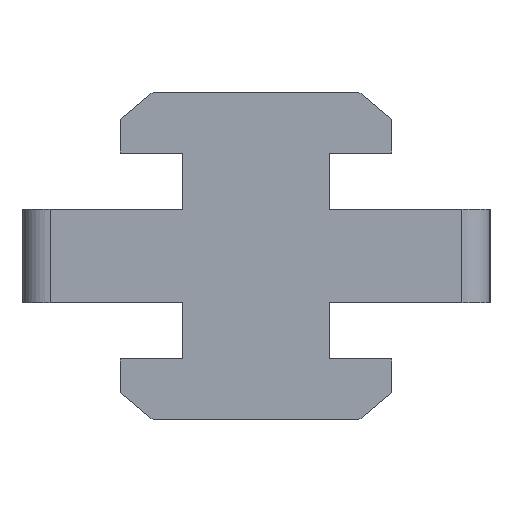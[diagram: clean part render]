
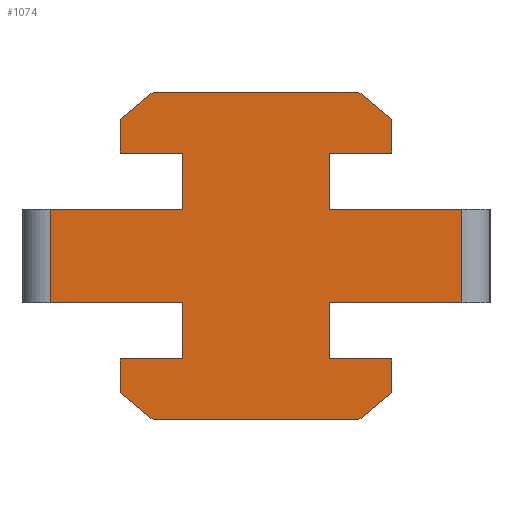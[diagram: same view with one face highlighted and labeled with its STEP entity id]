
A CAD part, left-side view. The second image highlights one B-rep face of the part: STEP entity #1074.
In plain terms, the highlighted planar face has unit normal (-1, 0, 0).
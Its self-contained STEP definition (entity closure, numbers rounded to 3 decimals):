
#105=ORIENTED_EDGE('',*,*,#405,.F.);
#106=ORIENTED_EDGE('',*,*,#406,.F.);
#107=ORIENTED_EDGE('',*,*,#407,.F.);
#108=ORIENTED_EDGE('',*,*,#408,.F.);
#109=ORIENTED_EDGE('',*,*,#409,.F.);
#110=ORIENTED_EDGE('',*,*,#404,.F.);
#111=ORIENTED_EDGE('',*,*,#410,.F.);
#112=ORIENTED_EDGE('',*,*,#411,.F.);
#113=ORIENTED_EDGE('',*,*,#412,.F.);
#114=ORIENTED_EDGE('',*,*,#413,.F.);
#115=ORIENTED_EDGE('',*,*,#414,.F.);
#116=ORIENTED_EDGE('',*,*,#383,.T.);
#117=ORIENTED_EDGE('',*,*,#415,.F.);
#118=ORIENTED_EDGE('',*,*,#416,.F.);
#119=ORIENTED_EDGE('',*,*,#417,.F.);
#120=ORIENTED_EDGE('',*,*,#418,.F.);
#121=ORIENTED_EDGE('',*,*,#419,.F.);
#122=ORIENTED_EDGE('',*,*,#420,.T.);
#123=ORIENTED_EDGE('',*,*,#421,.F.);
#124=ORIENTED_EDGE('',*,*,#422,.F.);
#125=ORIENTED_EDGE('',*,*,#423,.F.);
#126=ORIENTED_EDGE('',*,*,#424,.F.);
#127=ORIENTED_EDGE('',*,*,#425,.F.);
#128=ORIENTED_EDGE('',*,*,#426,.F.);
#383=EDGE_CURVE('',#533,#534,#639,.T.);
#404=EDGE_CURVE('',#554,#552,#648,.T.);
#405=EDGE_CURVE('',#555,#556,#649,.T.);
#406=EDGE_CURVE('',#557,#555,#650,.T.);
#407=EDGE_CURVE('',#558,#557,#651,.T.);
#408=EDGE_CURVE('',#559,#558,#652,.T.);
#409=EDGE_CURVE('',#552,#559,#653,.T.);
#410=EDGE_CURVE('',#560,#554,#654,.T.);
#411=EDGE_CURVE('',#561,#560,#655,.T.);
#412=EDGE_CURVE('',#562,#561,#656,.T.);
#413=EDGE_CURVE('',#563,#562,#657,.T.);
#414=EDGE_CURVE('',#533,#563,#658,.T.);
#415=EDGE_CURVE('',#564,#534,#659,.T.);
#416=EDGE_CURVE('',#565,#564,#660,.T.);
#417=EDGE_CURVE('',#566,#565,#661,.T.);
#418=EDGE_CURVE('',#567,#566,#662,.T.);
#419=EDGE_CURVE('',#568,#567,#663,.T.);
#420=EDGE_CURVE('',#568,#569,#664,.T.);
#421=EDGE_CURVE('',#570,#569,#665,.T.);
#422=EDGE_CURVE('',#571,#570,#666,.T.);
#423=EDGE_CURVE('',#572,#571,#667,.T.);
#424=EDGE_CURVE('',#573,#572,#668,.T.);
#425=EDGE_CURVE('',#574,#573,#669,.T.);
#426=EDGE_CURVE('',#556,#574,#670,.T.);
#533=VERTEX_POINT('',#1573);
#534=VERTEX_POINT('',#1574);
#552=VERTEX_POINT('',#1614);
#554=VERTEX_POINT('',#1618);
#555=VERTEX_POINT('',#1622);
#556=VERTEX_POINT('',#1623);
#557=VERTEX_POINT('',#1625);
#558=VERTEX_POINT('',#1627);
#559=VERTEX_POINT('',#1629);
#560=VERTEX_POINT('',#1632);
#561=VERTEX_POINT('',#1634);
#562=VERTEX_POINT('',#1636);
#563=VERTEX_POINT('',#1638);
#564=VERTEX_POINT('',#1641);
#565=VERTEX_POINT('',#1643);
#566=VERTEX_POINT('',#1645);
#567=VERTEX_POINT('',#1647);
#568=VERTEX_POINT('',#1649);
#569=VERTEX_POINT('',#1651);
#570=VERTEX_POINT('',#1653);
#571=VERTEX_POINT('',#1655);
#572=VERTEX_POINT('',#1657);
#573=VERTEX_POINT('',#1659);
#574=VERTEX_POINT('',#1661);
#639=LINE('',#1572,#747);
#648=LINE('',#1619,#756);
#649=LINE('',#1621,#757);
#650=LINE('',#1624,#758);
#651=LINE('',#1626,#759);
#652=LINE('',#1628,#760);
#653=LINE('',#1630,#761);
#654=LINE('',#1631,#762);
#655=LINE('',#1633,#763);
#656=LINE('',#1635,#764);
#657=LINE('',#1637,#765);
#658=LINE('',#1639,#766);
#659=LINE('',#1640,#767);
#660=LINE('',#1642,#768);
#661=LINE('',#1644,#769);
#662=LINE('',#1646,#770);
#663=LINE('',#1648,#771);
#664=LINE('',#1650,#772);
#665=LINE('',#1652,#773);
#666=LINE('',#1654,#774);
#667=LINE('',#1656,#775);
#668=LINE('',#1658,#776);
#669=LINE('',#1660,#777);
#670=LINE('',#1662,#778);
#747=VECTOR('',#1254,1000.);
#756=VECTOR('',#1295,1000.);
#757=VECTOR('',#1298,1000.);
#758=VECTOR('',#1299,1000.);
#759=VECTOR('',#1300,1000.);
#760=VECTOR('',#1301,1000.);
#761=VECTOR('',#1302,1000.);
#762=VECTOR('',#1303,1000.);
#763=VECTOR('',#1304,1000.);
#764=VECTOR('',#1305,1000.);
#765=VECTOR('',#1306,1000.);
#766=VECTOR('',#1307,1000.);
#767=VECTOR('',#1308,1000.);
#768=VECTOR('',#1309,1000.);
#769=VECTOR('',#1310,1000.);
#770=VECTOR('',#1311,1000.);
#771=VECTOR('',#1312,1000.);
#772=VECTOR('',#1313,1000.);
#773=VECTOR('',#1314,1000.);
#774=VECTOR('',#1315,1000.);
#775=VECTOR('',#1316,1000.);
#776=VECTOR('',#1317,1000.);
#777=VECTOR('',#1318,1000.);
#778=VECTOR('',#1319,1000.);
#864=EDGE_LOOP('',(#105,#106,#107,#108,#109,#110,#111,#112,#113,#114,#115,
#116,#117,#118,#119,#120,#121,#122,#123,#124,#125,#126,#127,#128));
#950=FACE_BOUND('',#864,.T.);
#1028=PLANE('',#1162);
#1074=ADVANCED_FACE('',(#950),#1028,.T.);
#1162=AXIS2_PLACEMENT_3D('',#1620,#1296,#1297);
#1254=DIRECTION('',(0.,-1.,0.));
#1295=DIRECTION('',(0.,0.,1.));
#1296=DIRECTION('',(-1.,0.,0.));
#1297=DIRECTION('',(0.,0.,1.));
#1298=DIRECTION('',(0.,-0.77,0.638));
#1299=DIRECTION('',(0.,0.,1.));
#1300=DIRECTION('',(0.,1.,0.));
#1301=DIRECTION('',(0.,0.,1.));
#1302=DIRECTION('',(0.,-1.,0.));
#1303=DIRECTION('',(0.,1.,0.));
#1304=DIRECTION('',(0.,0.,1.));
#1305=DIRECTION('',(0.,-1.,0.));
#1306=DIRECTION('',(0.,0.,1.));
#1307=DIRECTION('',(0.,0.77,0.638));
#1308=DIRECTION('',(0.,0.77,-0.638));
#1309=DIRECTION('',(0.,0.,-1.));
#1310=DIRECTION('',(0.,-1.,0.));
#1311=DIRECTION('',(0.,0.,-1.));
#1312=DIRECTION('',(0.,1.,0.));
#1313=DIRECTION('',(0.,0.,1.));
#1314=DIRECTION('',(0.,-1.,0.));
#1315=DIRECTION('',(0.,0.,-1.));
#1316=DIRECTION('',(0.,1.,0.));
#1317=DIRECTION('',(0.,0.,-1.));
#1318=DIRECTION('',(0.,-0.77,-0.638));
#1319=DIRECTION('',(0.,-1.,0.));
#1572=CARTESIAN_POINT('',(-40.,11.,-17.5));
#1573=CARTESIAN_POINT('',(-40.,5.5,-17.5));
#1574=CARTESIAN_POINT('',(-40.,-5.5,-17.5));
#1614=CARTESIAN_POINT('',(-40.,11.,-6.25));
#1618=CARTESIAN_POINT('',(-40.,11.,-11.25));
#1619=CARTESIAN_POINT('',(-40.,11.,-17.5));
#1620=CARTESIAN_POINT('',(-40.,11.,-17.5));
#1621=CARTESIAN_POINT('',(-40.,17.359,-9.826));
#1622=CARTESIAN_POINT('',(-40.,7.25,-1.45));
#1623=CARTESIAN_POINT('',(-40.,5.5,0.));
#1624=CARTESIAN_POINT('',(-40.,7.25,-17.5));
#1625=CARTESIAN_POINT('',(-40.,7.25,-3.25));
#1626=CARTESIAN_POINT('',(-40.,11.,-3.25));
#1627=CARTESIAN_POINT('',(-40.,3.9,-3.25));
#1628=CARTESIAN_POINT('',(-40.,3.9,-17.5));
#1629=CARTESIAN_POINT('',(-40.,3.9,-6.25));
#1630=CARTESIAN_POINT('',(-40.,11.,-6.25));
#1631=CARTESIAN_POINT('',(-40.,11.,-11.25));
#1632=CARTESIAN_POINT('',(-40.,3.9,-11.25));
#1633=CARTESIAN_POINT('',(-40.,3.9,-17.5));
#1634=CARTESIAN_POINT('',(-40.,3.9,-14.25));
#1635=CARTESIAN_POINT('',(-40.,11.,-14.25));
#1636=CARTESIAN_POINT('',(-40.,7.25,-14.25));
#1637=CARTESIAN_POINT('',(-40.,7.25,-17.5));
#1638=CARTESIAN_POINT('',(-40.,7.25,-16.05));
#1639=CARTESIAN_POINT('',(-40.,8.761,-14.798));
#1640=CARTESIAN_POINT('',(-40.,4.283,-25.606));
#1641=CARTESIAN_POINT('',(-40.,-7.25,-16.05));
#1642=CARTESIAN_POINT('',(-40.,-7.25,-17.5));
#1643=CARTESIAN_POINT('',(-40.,-7.25,-14.25));
#1644=CARTESIAN_POINT('',(-40.,11.,-14.25));
#1645=CARTESIAN_POINT('',(-40.,-3.9,-14.25));
#1646=CARTESIAN_POINT('',(-40.,-3.9,-17.5));
#1647=CARTESIAN_POINT('',(-40.,-3.9,-11.25));
#1648=CARTESIAN_POINT('',(-40.,11.,-11.25));
#1649=CARTESIAN_POINT('',(-40.,-11.,-11.25));
#1650=CARTESIAN_POINT('',(-40.,-11.,-17.5));
#1651=CARTESIAN_POINT('',(-40.,-11.,-6.25));
#1652=CARTESIAN_POINT('',(-40.,11.,-6.25));
#1653=CARTESIAN_POINT('',(-40.,-3.9,-6.25));
#1654=CARTESIAN_POINT('',(-40.,-3.9,-17.5));
#1655=CARTESIAN_POINT('',(-40.,-3.9,-3.25));
#1656=CARTESIAN_POINT('',(-40.,11.,-3.25));
#1657=CARTESIAN_POINT('',(-40.,-7.25,-3.25));
#1658=CARTESIAN_POINT('',(-40.,-7.25,-17.5));
#1659=CARTESIAN_POINT('',(-40.,-7.25,-1.45));
#1660=CARTESIAN_POINT('',(-40.,-4.314,0.983));
#1661=CARTESIAN_POINT('',(-40.,-5.5,0.));
#1662=CARTESIAN_POINT('',(-40.,11.,0.));
